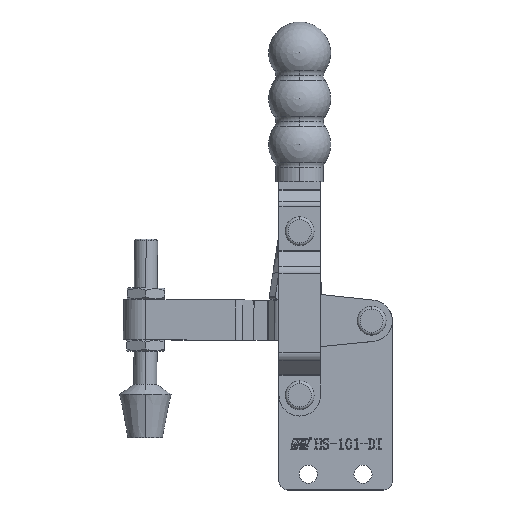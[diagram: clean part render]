
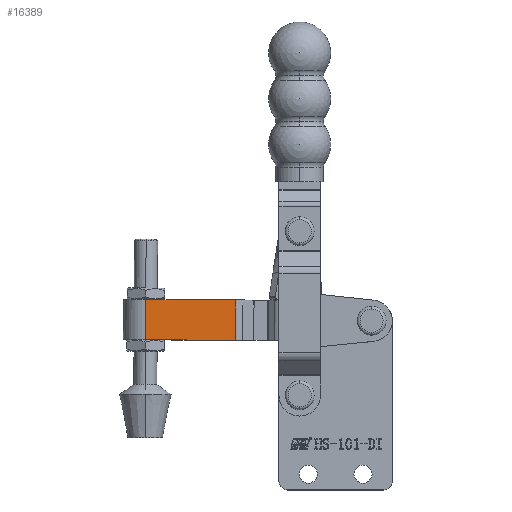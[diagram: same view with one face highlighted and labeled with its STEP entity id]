
A CAD part, top view. The second image highlights one B-rep face of the part: STEP entity #16389.
In plain terms, the highlighted face is planar.
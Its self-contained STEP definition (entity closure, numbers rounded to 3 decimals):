
#1537 = EDGE_CURVE ( 'NONE', #10089, #10142, #9742, .T. ) ;
#5640 = FACE_OUTER_BOUND ( 'NONE', #18831, .T. ) ;
#6599 = VERTEX_POINT ( 'NONE', #6954 ) ;
#6954 = CARTESIAN_POINT ( 'NONE',  ( 0., -7.7, 17. ) ) ;
#8349 = AXIS2_PLACEMENT_3D ( 'NONE', #23868, #23874, #13406 ) ;
#9513 = ORIENTED_EDGE ( 'NONE', *, *, #21280, .T. ) ;
#9518 = ORIENTED_EDGE ( 'NONE', *, *, #21243, .T. ) ;
#9528 = ORIENTED_EDGE ( 'NONE', *, *, #21301, .F. ) ;
#9545 = ORIENTED_EDGE ( 'NONE', *, *, #1537, .F. ) ;
#9742 = LINE ( 'NONE', #10588, #9744 ) ;
#9744 = VECTOR ( 'NONE', #10593, 1000. ) ;
#10089 = VERTEX_POINT ( 'NONE', #23499 ) ;
#10142 = VERTEX_POINT ( 'NONE', #23542 ) ;
#10164 = VERTEX_POINT ( 'NONE', #23561 ) ;
#10588 = CARTESIAN_POINT ( 'NONE',  ( 31.251, -7.7, 20. ) ) ;
#10593 = DIRECTION ( 'NONE',  ( 0., 0., -1. ) ) ;
#13406 = DIRECTION ( 'NONE',  ( 0., 0., 1. ) ) ;
#15279 = CARTESIAN_POINT ( 'NONE',  ( 0., -7.7, 20. ) ) ;
#15287 = DIRECTION ( 'NONE',  ( 0., 0., -1. ) ) ;
#15428 = DIRECTION ( 'NONE',  ( 1., 0., 0. ) ) ;
#15434 = CARTESIAN_POINT ( 'NONE',  ( 0., -7.7, 3. ) ) ;
#15488 = DIRECTION ( 'NONE',  ( 1., 0., 0. ) ) ;
#15491 = CARTESIAN_POINT ( 'NONE',  ( 0., -7.7, 17. ) ) ;
#16389 = ADVANCED_FACE ( 'NONE', ( #5640 ), #23872, .F. ) ;
#18831 = EDGE_LOOP ( 'NONE', ( #9513, #9545, #9528, #9518 ) ) ;
#20980 = LINE ( 'NONE', #15279, #20982 ) ;
#20982 = VECTOR ( 'NONE', #15287, 1000. ) ;
#21037 = LINE ( 'NONE', #15434, #21041 ) ;
#21041 = VECTOR ( 'NONE', #15428, 1000. ) ;
#21075 = LINE ( 'NONE', #15491, #21077 ) ;
#21077 = VECTOR ( 'NONE', #15488, 1000. ) ;
#21243 = EDGE_CURVE ( 'NONE', #6599, #10164, #20980, .T. ) ;
#21280 = EDGE_CURVE ( 'NONE', #10164, #10142, #21037, .T. ) ;
#21301 = EDGE_CURVE ( 'NONE', #6599, #10089, #21075, .T. ) ;
#23499 = CARTESIAN_POINT ( 'NONE',  ( 31.251, -7.7, 17. ) ) ;
#23542 = CARTESIAN_POINT ( 'NONE',  ( 31.251, -7.7, 3. ) ) ;
#23561 = CARTESIAN_POINT ( 'NONE',  ( 0., -7.7, 3. ) ) ;
#23868 = CARTESIAN_POINT ( 'NONE',  ( 0., -7.7, 20. ) ) ;
#23872 = PLANE ( 'NONE',  #8349 ) ;
#23874 = DIRECTION ( 'NONE',  ( 0., 1., 0. ) ) ;
